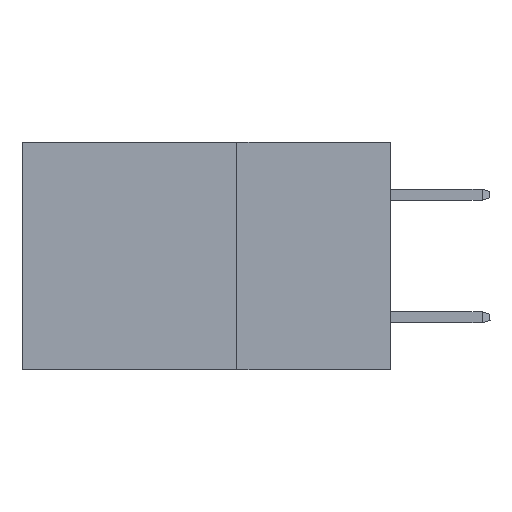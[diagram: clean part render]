
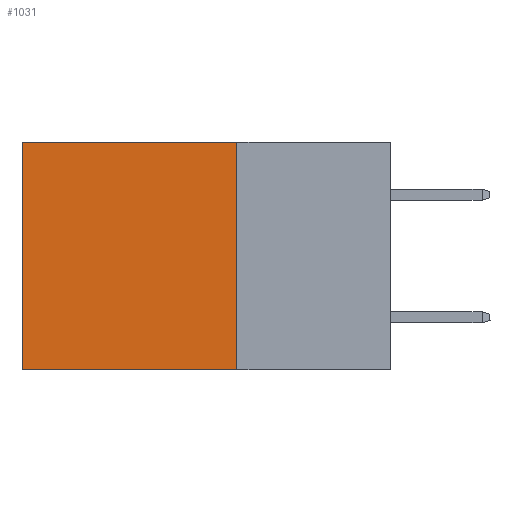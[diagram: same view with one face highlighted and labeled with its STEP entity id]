
A CAD part, left-side view. The second image highlights one B-rep face of the part: STEP entity #1031.
In plain terms, the highlighted planar face has unit normal (-1, 0, 0).
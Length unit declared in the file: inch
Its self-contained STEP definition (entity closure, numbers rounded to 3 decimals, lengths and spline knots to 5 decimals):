
#285 = EDGE_LOOP ( 'NONE', ( #10613, #6033, #12604, #7466 ) ) ;
#534 = EDGE_CURVE ( 'NONE', #812, #5458, #15529, .T. ) ;
#812 = VERTEX_POINT ( 'NONE', #1032 ) ;
#955 = VECTOR ( 'NONE', #4220, 39.37008 ) ;
#1031 = ADVANCED_FACE ( 'NONE', ( #8867 ), #3467, .F. ) ;
#1032 = CARTESIAN_POINT ( 'NONE',  ( 0.2875, 0.25, 0. ) ) ;
#1552 = CARTESIAN_POINT ( 'NONE',  ( 0.2875, 0.6, -0.37 ) ) ;
#3075 = CARTESIAN_POINT ( 'NONE',  ( 0.2875, 0.6, 0. ) ) ;
#3339 = DIRECTION ( 'NONE',  ( 0., 0., -1. ) ) ;
#3467 = PLANE ( 'NONE',  #13771 ) ;
#3787 = EDGE_CURVE ( 'NONE', #10349, #11747, #17058, .T. ) ;
#4131 = EDGE_CURVE ( 'NONE', #5458, #11747, #14119, .T. ) ;
#4220 = DIRECTION ( 'NONE',  ( 0., 1., 0. ) ) ;
#4616 = EDGE_CURVE ( 'NONE', #812, #10349, #17259, .T. ) ;
#5458 = VERTEX_POINT ( 'NONE', #14375 ) ;
#6033 = ORIENTED_EDGE ( 'NONE', *, *, #4131, .F. ) ;
#7466 = ORIENTED_EDGE ( 'NONE', *, *, #4616, .T. ) ;
#7764 = VECTOR ( 'NONE', #3339, 39.37008 ) ;
#8054 = DIRECTION ( 'NONE',  ( 0., 1., 0. ) ) ;
#8867 = FACE_OUTER_BOUND ( 'NONE', #285, .T. ) ;
#8886 = VECTOR ( 'NONE', #14176, 39.37008 ) ;
#10349 = VERTEX_POINT ( 'NONE', #3075 ) ;
#10613 = ORIENTED_EDGE ( 'NONE', *, *, #3787, .T. ) ;
#11747 = VERTEX_POINT ( 'NONE', #1552 ) ;
#12604 = ORIENTED_EDGE ( 'NONE', *, *, #534, .F. ) ;
#12693 = CARTESIAN_POINT ( 'NONE',  ( 0.2875, 0.25, 0. ) ) ;
#13612 = CARTESIAN_POINT ( 'NONE',  ( 0.2875, 0.25, 0. ) ) ;
#13771 = AXIS2_PLACEMENT_3D ( 'NONE', #13612, #17981, #17863 ) ;
#14119 = LINE ( 'NONE', #16689, #18647 ) ;
#14176 = DIRECTION ( 'NONE',  ( 0., 0., -1. ) ) ;
#14375 = CARTESIAN_POINT ( 'NONE',  ( 0.2875, 0.25, -0.37 ) ) ;
#15529 = LINE ( 'NONE', #12693, #8886 ) ;
#16689 = CARTESIAN_POINT ( 'NONE',  ( 0.2875, 0.25, -0.37 ) ) ;
#17058 = LINE ( 'NONE', #17605, #7764 ) ;
#17160 = CARTESIAN_POINT ( 'NONE',  ( 0.2875, 0.25, 0. ) ) ;
#17259 = LINE ( 'NONE', #17160, #955 ) ;
#17605 = CARTESIAN_POINT ( 'NONE',  ( 0.2875, 0.6, 0. ) ) ;
#17863 = DIRECTION ( 'NONE',  ( 0., 0., -1. ) ) ;
#17981 = DIRECTION ( 'NONE',  ( 1., 0., 0. ) ) ;
#18647 = VECTOR ( 'NONE', #8054, 39.37008 ) ;
